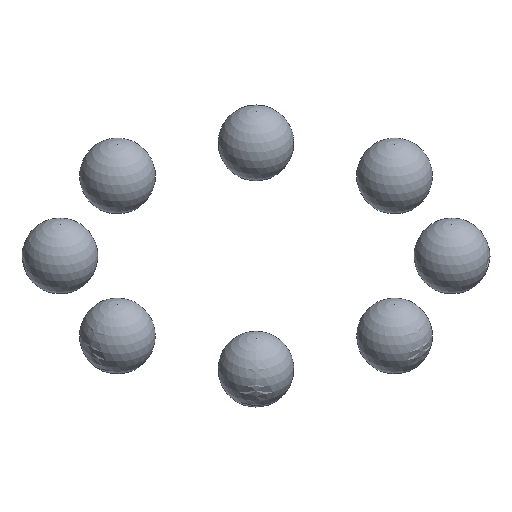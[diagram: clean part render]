
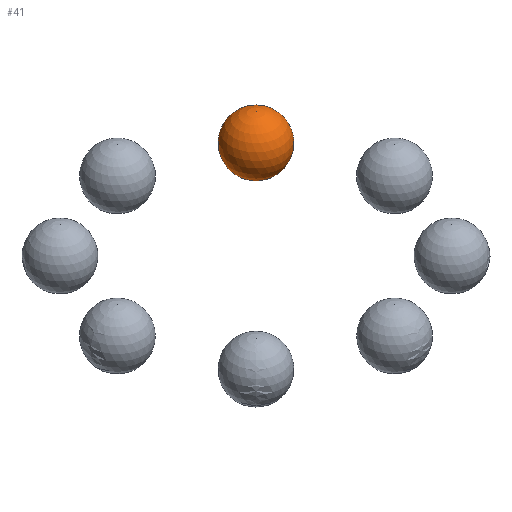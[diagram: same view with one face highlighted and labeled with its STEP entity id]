
A CAD part, isometric view. The second image highlights one B-rep face of the part: STEP entity #41.
In plain terms, the highlighted spherical face has radius 3.25 mm.
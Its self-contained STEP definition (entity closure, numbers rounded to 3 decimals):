
#41 = ADVANCED_FACE('',(#42),#46,.T.);
#42 = FACE_BOUND('',#43,.T.);
#43 = VERTEX_LOOP('',#44);
#44 = VERTEX_POINT('',#45);
#45 = CARTESIAN_POINT('',(11.844,11.844,-3.25));
#46 = SPHERICAL_SURFACE('',#47,3.25);
#47 = AXIS2_PLACEMENT_3D('',#48,#49,#50);
#48 = CARTESIAN_POINT('',(11.844,11.844,0.));
#49 = DIRECTION('',(0.,0.,1.));
#50 = DIRECTION('',(0.707,0.707,0.));
